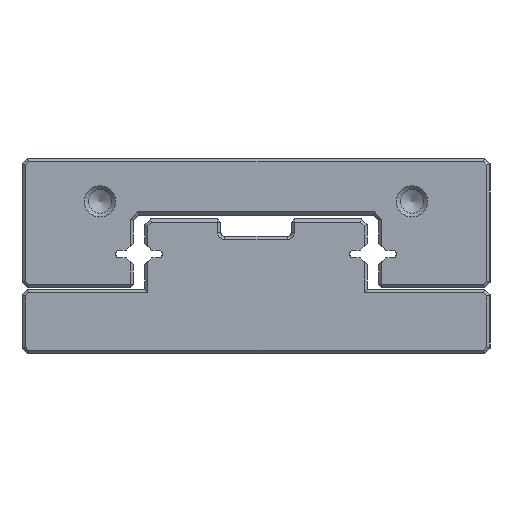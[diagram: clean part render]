
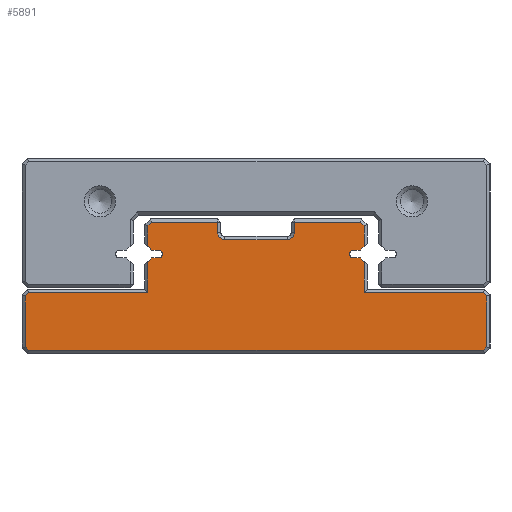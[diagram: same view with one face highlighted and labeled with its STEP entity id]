
A CAD part, left-side view. The second image highlights one B-rep face of the part: STEP entity #5891.
In plain terms, the highlighted planar face has unit normal (-1, 0, 0).
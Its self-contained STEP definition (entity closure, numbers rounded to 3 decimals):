
#5555=CIRCLE('',#26113,0.5);
#5561=CIRCLE('',#26133,0.5);
#5567=CIRCLE('',#26145,0.9);
#5568=CIRCLE('',#26146,0.9);
#5891=ADVANCED_FACE('',(#8088),#7191,.T.);
#7191=PLANE('',#26147);
#8088=FACE_OUTER_BOUND('',#9104,.T.);
#9104=EDGE_LOOP('',(#10969,#10970,#10971,#10972,#10973,#10974,#10975,#10976,
#10977,#10978,#10979,#10980,#10981,#10982,#10983,#10984,#10985,#10986,#10987,
#10988,#10989,#10990,#10991,#10992,#10993,#10994,#10995,#10996,#10997,#10998,
#10999,#11000));
#10969=ORIENTED_EDGE('',*,*,#18782,.F.);
#10970=ORIENTED_EDGE('',*,*,#18828,.T.);
#10971=ORIENTED_EDGE('',*,*,#18829,.T.);
#10972=ORIENTED_EDGE('',*,*,#18830,.T.);
#10973=ORIENTED_EDGE('',*,*,#18831,.T.);
#10974=ORIENTED_EDGE('',*,*,#18832,.T.);
#10975=ORIENTED_EDGE('',*,*,#18833,.T.);
#10976=ORIENTED_EDGE('',*,*,#18834,.T.);
#10977=ORIENTED_EDGE('',*,*,#18835,.T.);
#10978=ORIENTED_EDGE('',*,*,#18836,.T.);
#10979=ORIENTED_EDGE('',*,*,#18837,.T.);
#10980=ORIENTED_EDGE('',*,*,#18838,.T.);
#10981=ORIENTED_EDGE('',*,*,#18746,.F.);
#10982=ORIENTED_EDGE('',*,*,#18740,.F.);
#10983=ORIENTED_EDGE('',*,*,#18737,.F.);
#10984=ORIENTED_EDGE('',*,*,#18734,.F.);
#10985=ORIENTED_EDGE('',*,*,#18732,.F.);
#10986=ORIENTED_EDGE('',*,*,#18839,.T.);
#10987=ORIENTED_EDGE('',*,*,#18840,.T.);
#10988=ORIENTED_EDGE('',*,*,#18841,.T.);
#10989=ORIENTED_EDGE('',*,*,#18842,.T.);
#10990=ORIENTED_EDGE('',*,*,#18843,.T.);
#10991=ORIENTED_EDGE('',*,*,#18844,.T.);
#10992=ORIENTED_EDGE('',*,*,#18845,.T.);
#10993=ORIENTED_EDGE('',*,*,#18846,.T.);
#10994=ORIENTED_EDGE('',*,*,#18847,.T.);
#10995=ORIENTED_EDGE('',*,*,#18848,.T.);
#10996=ORIENTED_EDGE('',*,*,#18849,.T.);
#10997=ORIENTED_EDGE('',*,*,#18796,.F.);
#10998=ORIENTED_EDGE('',*,*,#18790,.F.);
#10999=ORIENTED_EDGE('',*,*,#18787,.F.);
#11000=ORIENTED_EDGE('',*,*,#18784,.F.);
#16697=VERTEX_POINT('',#32785);
#16698=VERTEX_POINT('',#32787);
#16699=VERTEX_POINT('',#32791);
#16701=VERTEX_POINT('',#32797);
#16703=VERTEX_POINT('',#32803);
#16708=VERTEX_POINT('',#32815);
#16737=VERTEX_POINT('',#32889);
#16738=VERTEX_POINT('',#32891);
#16739=VERTEX_POINT('',#32895);
#16741=VERTEX_POINT('',#32901);
#16743=VERTEX_POINT('',#32907);
#16748=VERTEX_POINT('',#32919);
#16775=VERTEX_POINT('',#32982);
#16776=VERTEX_POINT('',#32984);
#16777=VERTEX_POINT('',#32986);
#16778=VERTEX_POINT('',#32988);
#16779=VERTEX_POINT('',#32990);
#16780=VERTEX_POINT('',#32992);
#16781=VERTEX_POINT('',#32994);
#16782=VERTEX_POINT('',#32996);
#16783=VERTEX_POINT('',#32998);
#16784=VERTEX_POINT('',#33000);
#16785=VERTEX_POINT('',#33003);
#16786=VERTEX_POINT('',#33005);
#16787=VERTEX_POINT('',#33007);
#16788=VERTEX_POINT('',#33009);
#16789=VERTEX_POINT('',#33011);
#16790=VERTEX_POINT('',#33013);
#16791=VERTEX_POINT('',#33015);
#16792=VERTEX_POINT('',#33017);
#16793=VERTEX_POINT('',#33019);
#16794=VERTEX_POINT('',#33021);
#18732=EDGE_CURVE('',#16697,#16698,#21635,.T.);
#18734=EDGE_CURVE('',#16698,#16699,#21637,.T.);
#18737=EDGE_CURVE('',#16699,#16701,#5555,.T.);
#18740=EDGE_CURVE('',#16701,#16703,#21641,.T.);
#18746=EDGE_CURVE('',#16703,#16708,#21647,.T.);
#18782=EDGE_CURVE('',#16737,#16738,#21679,.T.);
#18784=EDGE_CURVE('',#16738,#16739,#21681,.T.);
#18787=EDGE_CURVE('',#16739,#16741,#5561,.T.);
#18790=EDGE_CURVE('',#16741,#16743,#21685,.T.);
#18796=EDGE_CURVE('',#16743,#16748,#21691,.T.);
#18828=EDGE_CURVE('',#16737,#16775,#21719,.T.);
#18829=EDGE_CURVE('',#16775,#16776,#21720,.T.);
#18830=EDGE_CURVE('',#16776,#16777,#21721,.T.);
#18831=EDGE_CURVE('',#16777,#16778,#21722,.T.);
#18832=EDGE_CURVE('',#16778,#16779,#5567,.T.);
#18833=EDGE_CURVE('',#16779,#16780,#21723,.T.);
#18834=EDGE_CURVE('',#16780,#16781,#5568,.T.);
#18835=EDGE_CURVE('',#16781,#16782,#21724,.T.);
#18836=EDGE_CURVE('',#16782,#16783,#21725,.T.);
#18837=EDGE_CURVE('',#16783,#16784,#21726,.T.);
#18838=EDGE_CURVE('',#16784,#16708,#21727,.T.);
#18839=EDGE_CURVE('',#16697,#16785,#21728,.T.);
#18840=EDGE_CURVE('',#16785,#16786,#21729,.T.);
#18841=EDGE_CURVE('',#16786,#16787,#21730,.T.);
#18842=EDGE_CURVE('',#16787,#16788,#21731,.T.);
#18843=EDGE_CURVE('',#16788,#16789,#21732,.T.);
#18844=EDGE_CURVE('',#16789,#16790,#21733,.T.);
#18845=EDGE_CURVE('',#16790,#16791,#21734,.T.);
#18846=EDGE_CURVE('',#16791,#16792,#21735,.T.);
#18847=EDGE_CURVE('',#16792,#16793,#21736,.T.);
#18848=EDGE_CURVE('',#16793,#16794,#21737,.T.);
#18849=EDGE_CURVE('',#16794,#16748,#21738,.T.);
#21635=LINE('',#32786,#23869);
#21637=LINE('',#32790,#23871);
#21641=LINE('',#32802,#23875);
#21647=LINE('',#32814,#23881);
#21679=LINE('',#32890,#23913);
#21681=LINE('',#32894,#23915);
#21685=LINE('',#32906,#23919);
#21691=LINE('',#32918,#23925);
#21719=LINE('',#32981,#23953);
#21720=LINE('',#32983,#23954);
#21721=LINE('',#32985,#23955);
#21722=LINE('',#32987,#23956);
#21723=LINE('',#32991,#23957);
#21724=LINE('',#32995,#23958);
#21725=LINE('',#32997,#23959);
#21726=LINE('',#32999,#23960);
#21727=LINE('',#33001,#23961);
#21728=LINE('',#33002,#23962);
#21729=LINE('',#33004,#23963);
#21730=LINE('',#33006,#23964);
#21731=LINE('',#33008,#23965);
#21732=LINE('',#33010,#23966);
#21733=LINE('',#33012,#23967);
#21734=LINE('',#33014,#23968);
#21735=LINE('',#33016,#23969);
#21736=LINE('',#33018,#23970);
#21737=LINE('',#33020,#23971);
#21738=LINE('',#33022,#23972);
#23869=VECTOR('',#27621,1.);
#23871=VECTOR('',#27625,1.);
#23875=VECTOR('',#27637,1.);
#23881=VECTOR('',#27645,1.);
#23913=VECTOR('',#27705,1.);
#23915=VECTOR('',#27709,1.);
#23919=VECTOR('',#27721,1.);
#23925=VECTOR('',#27729,1.);
#23953=VECTOR('',#27773,1.);
#23954=VECTOR('',#27774,1.);
#23955=VECTOR('',#27775,1.);
#23956=VECTOR('',#27776,1.);
#23957=VECTOR('',#27779,1.);
#23958=VECTOR('',#27782,1.);
#23959=VECTOR('',#27783,1.);
#23960=VECTOR('',#27784,1.);
#23961=VECTOR('',#27785,1.);
#23962=VECTOR('',#27786,1.);
#23963=VECTOR('',#27787,1.);
#23964=VECTOR('',#27788,1.);
#23965=VECTOR('',#27789,1.);
#23966=VECTOR('',#27790,1.);
#23967=VECTOR('',#27791,1.);
#23968=VECTOR('',#27792,1.);
#23969=VECTOR('',#27793,1.);
#23970=VECTOR('',#27794,1.);
#23971=VECTOR('',#27795,1.);
#23972=VECTOR('',#27796,1.);
#26113=AXIS2_PLACEMENT_3D('',#32796,#27630,#27631);
#26133=AXIS2_PLACEMENT_3D('',#32900,#27714,#27715);
#26145=AXIS2_PLACEMENT_3D('',#32989,#27777,#27778);
#26146=AXIS2_PLACEMENT_3D('',#32993,#27780,#27781);
#26147=AXIS2_PLACEMENT_3D('',#33023,#27797,#27798);
#27621=DIRECTION('',(0.,-0.707,0.707));
#27625=DIRECTION('',(0.,-1.,0.));
#27630=DIRECTION('',(-1.,0.,0.));
#27631=DIRECTION('',(0.,1.,0.));
#27637=DIRECTION('',(0.,1.,0.));
#27645=DIRECTION('',(0.,0.707,0.707));
#27705=DIRECTION('',(0.,0.707,-0.707));
#27709=DIRECTION('',(0.,1.,0.));
#27714=DIRECTION('',(-1.,0.,0.));
#27715=DIRECTION('',(0.,1.,0.));
#27721=DIRECTION('',(0.,-1.,0.));
#27729=DIRECTION('',(0.,-0.707,-0.707));
#27773=DIRECTION('',(0.,0.,1.));
#27774=DIRECTION('',(0.,0.707,0.707));
#27775=DIRECTION('',(0.,1.,0.));
#27776=DIRECTION('',(0.,0.,-1.));
#27777=DIRECTION('',(1.,0.,0.));
#27778=DIRECTION('',(0.,0.,1.));
#27779=DIRECTION('',(0.,1.,0.));
#27780=DIRECTION('',(1.,0.,0.));
#27781=DIRECTION('',(0.,0.,1.));
#27782=DIRECTION('',(0.,0.,1.));
#27783=DIRECTION('',(0.,1.,0.));
#27784=DIRECTION('',(0.,0.707,-0.707));
#27785=DIRECTION('',(0.,0.,-1.));
#27786=DIRECTION('',(0.,0.,-1.));
#27787=DIRECTION('',(0.,1.,0.));
#27788=DIRECTION('',(0.,0.707,-0.707));
#27789=DIRECTION('',(0.,0.,-1.));
#27790=DIRECTION('',(0.,-0.707,-0.707));
#27791=DIRECTION('',(0.,-1.,0.));
#27792=DIRECTION('',(0.,-0.707,0.707));
#27793=DIRECTION('',(0.,0.,1.));
#27794=DIRECTION('',(0.,0.707,0.707));
#27795=DIRECTION('',(0.,1.,0.));
#27796=DIRECTION('',(0.,0.,1.));
#27797=DIRECTION('',(-1.,0.,0.));
#27798=DIRECTION('',(0.,0.,-1.));
#32785=CARTESIAN_POINT('',(80.,43.85,11.779));
#32786=CARTESIAN_POINT('',(80.,44.25,11.379));
#32787=CARTESIAN_POINT('',(80.,43.379,12.25));
#32790=CARTESIAN_POINT('',(80.,43.379,12.25));
#32791=CARTESIAN_POINT('',(80.,42.5,12.25));
#32796=CARTESIAN_POINT('',(80.,42.5,12.75));
#32797=CARTESIAN_POINT('',(80.,42.5,13.25));
#32802=CARTESIAN_POINT('',(80.,42.5,13.25));
#32803=CARTESIAN_POINT('',(80.,43.379,13.25));
#32814=CARTESIAN_POINT('',(80.,43.379,13.25));
#32815=CARTESIAN_POINT('',(80.,43.85,13.721));
#32889=CARTESIAN_POINT('',(80.,16.15,13.721));
#32890=CARTESIAN_POINT('',(80.,15.75,14.121));
#32891=CARTESIAN_POINT('',(80.,16.621,13.25));
#32894=CARTESIAN_POINT('',(80.,16.621,13.25));
#32895=CARTESIAN_POINT('',(80.,17.5,13.25));
#32900=CARTESIAN_POINT('',(80.,17.5,12.75));
#32901=CARTESIAN_POINT('',(80.,17.5,12.25));
#32906=CARTESIAN_POINT('',(80.,17.5,12.25));
#32907=CARTESIAN_POINT('',(80.,16.621,12.25));
#32918=CARTESIAN_POINT('',(80.,16.621,12.25));
#32919=CARTESIAN_POINT('',(80.,16.15,11.779));
#32981=CARTESIAN_POINT('',(80.,16.15,16.55));
#32982=CARTESIAN_POINT('',(80.,16.15,16.384));
#32983=CARTESIAN_POINT('',(80.,27.508,27.742));
#32984=CARTESIAN_POINT('',(80.,16.616,16.85));
#32985=CARTESIAN_POINT('',(80.,25.5,16.85));
#32986=CARTESIAN_POINT('',(80.,25.1,16.85));
#32987=CARTESIAN_POINT('',(80.,25.1,15.5));
#32988=CARTESIAN_POINT('',(80.,25.1,15.5));
#32989=CARTESIAN_POINT('',(80.,26.,15.5));
#32990=CARTESIAN_POINT('',(80.,26.,14.6));
#32991=CARTESIAN_POINT('',(80.,34.,14.6));
#32992=CARTESIAN_POINT('',(80.,34.,14.6));
#32993=CARTESIAN_POINT('',(80.,34.,15.5));
#32994=CARTESIAN_POINT('',(80.,34.9,15.5));
#32995=CARTESIAN_POINT('',(80.,34.9,17.25));
#32996=CARTESIAN_POINT('',(80.,34.9,16.85));
#32997=CARTESIAN_POINT('',(80.,43.55,16.85));
#32998=CARTESIAN_POINT('',(80.,43.384,16.85));
#32999=CARTESIAN_POINT('',(80.,44.992,15.242));
#33000=CARTESIAN_POINT('',(80.,43.85,16.384));
#33001=CARTESIAN_POINT('',(80.,43.85,14.121));
#33002=CARTESIAN_POINT('',(80.,43.85,8.25));
#33003=CARTESIAN_POINT('',(80.,43.85,7.85));
#33004=CARTESIAN_POINT('',(80.,59.3,7.85));
#33005=CARTESIAN_POINT('',(80.,59.134,7.85));
#33006=CARTESIAN_POINT('',(80.,48.367,18.617));
#33007=CARTESIAN_POINT('',(80.,59.6,7.384));
#33008=CARTESIAN_POINT('',(80.,59.6,0.7));
#33009=CARTESIAN_POINT('',(80.,59.6,0.866));
#33010=CARTESIAN_POINT('',(80.,56.992,-1.742));
#33011=CARTESIAN_POINT('',(80.,59.134,0.4));
#33012=CARTESIAN_POINT('',(80.,0.7,0.4));
#33013=CARTESIAN_POINT('',(80.,0.866,0.4));
#33014=CARTESIAN_POINT('',(80.,15.508,-14.242));
#33015=CARTESIAN_POINT('',(80.,0.4,0.866));
#33016=CARTESIAN_POINT('',(80.,0.4,7.55));
#33017=CARTESIAN_POINT('',(80.,0.4,7.384));
#33018=CARTESIAN_POINT('',(80.,24.133,31.117));
#33019=CARTESIAN_POINT('',(80.,0.866,7.85));
#33020=CARTESIAN_POINT('',(80.,15.75,7.85));
#33021=CARTESIAN_POINT('',(80.,16.15,7.85));
#33022=CARTESIAN_POINT('',(80.,16.15,11.379));
#33023=CARTESIAN_POINT('',(80.,42.5,12.75));
